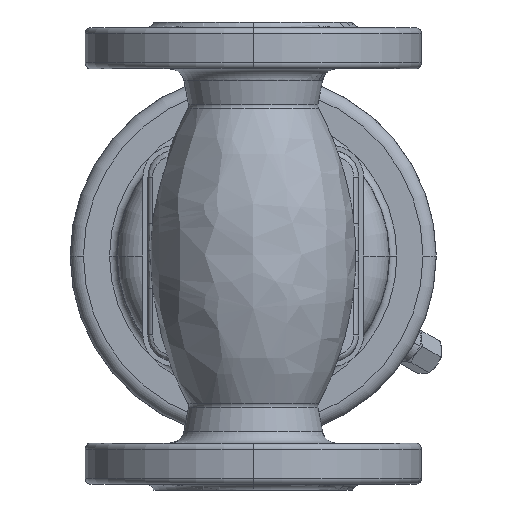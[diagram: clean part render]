
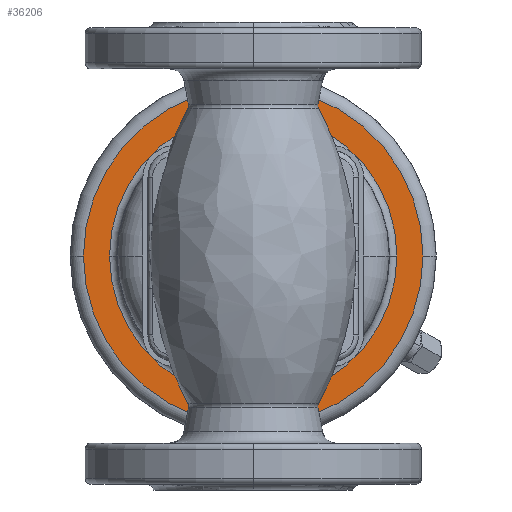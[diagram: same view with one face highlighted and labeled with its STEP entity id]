
A CAD part, left-side view. The second image highlights one B-rep face of the part: STEP entity #36206.
In plain terms, the highlighted planar face has unit normal (-1, 0, 0).
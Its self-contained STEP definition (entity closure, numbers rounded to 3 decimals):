
#10492=CARTESIAN_POINT('',(-2.5,0.,0.));
#10493=DIRECTION('',(-1.,0.,0.));
#10494=DIRECTION('',(0.,1.,0.));
#10495=AXIS2_PLACEMENT_3D('',#10492,#10493,#10494);
#10497=CARTESIAN_POINT('',(-2.5,0.,0.));
#10498=DIRECTION('',(1.,0.,0.));
#10499=DIRECTION('',(0.,1.,0.));
#10500=AXIS2_PLACEMENT_3D('',#10497,#10498,#10499);
#10502=CARTESIAN_POINT('',(-2.5,0.,0.));
#10503=DIRECTION('',(1.,0.,0.));
#10504=DIRECTION('',(0.,1.,0.));
#10505=AXIS2_PLACEMENT_3D('',#10502,#10503,#10504);
#10507=CARTESIAN_POINT('',(-2.5,0.,0.));
#10508=DIRECTION('',(-1.,0.,0.));
#10509=DIRECTION('',(0.,1.,0.));
#10510=AXIS2_PLACEMENT_3D('',#10507,#10508,#10509);
#22592=CARTESIAN_POINT('',(-2.5,58.05,0.));
#22594=VERTEX_POINT('',#22592);
#22595=CARTESIAN_POINT('',(-2.5,49.137,0.));
#22597=VERTEX_POINT('',#22595);
#22624=CARTESIAN_POINT('',(-2.5,-58.05,0.));
#22626=VERTEX_POINT('',#22624);
#22627=CARTESIAN_POINT('',(-2.5,-49.137,0.));
#22629=VERTEX_POINT('',#22627);
#36191=CARTESIAN_POINT('',(-2.5,0.,0.));
#36192=DIRECTION('',(1.,0.,0.));
#36193=DIRECTION('',(0.,-1.,0.));
#36194=AXIS2_PLACEMENT_3D('',#36191,#36192,#36193);
#36195=PLANE('',#36194);
#36197=ORIENTED_EDGE('',*,*,#36196,.T.);
#36199=ORIENTED_EDGE('',*,*,#36198,.F.);
#36200=EDGE_LOOP('',(#36197,#36199));
#36201=FACE_OUTER_BOUND('',#36200,.F.);
#36202=ORIENTED_EDGE('',*,*,#36173,.T.);
#36203=ORIENTED_EDGE('',*,*,#36184,.F.);
#36204=EDGE_LOOP('',(#36202,#36203));
#36205=FACE_BOUND('',#36204,.F.);
#36206=ADVANCED_FACE('',(#36201,#36205),#36195,.F.);
#10496=CIRCLE('',#10495,49.137);
#10501=CIRCLE('',#10500,49.137);
#10506=CIRCLE('',#10505,58.05);
#10511=CIRCLE('',#10510,58.05);
#36173=EDGE_CURVE('',#22597,#22629,#10496,.T.);
#36184=EDGE_CURVE('',#22597,#22629,#10501,.T.);
#36196=EDGE_CURVE('',#22594,#22626,#10506,.T.);
#36198=EDGE_CURVE('',#22594,#22626,#10511,.T.);
